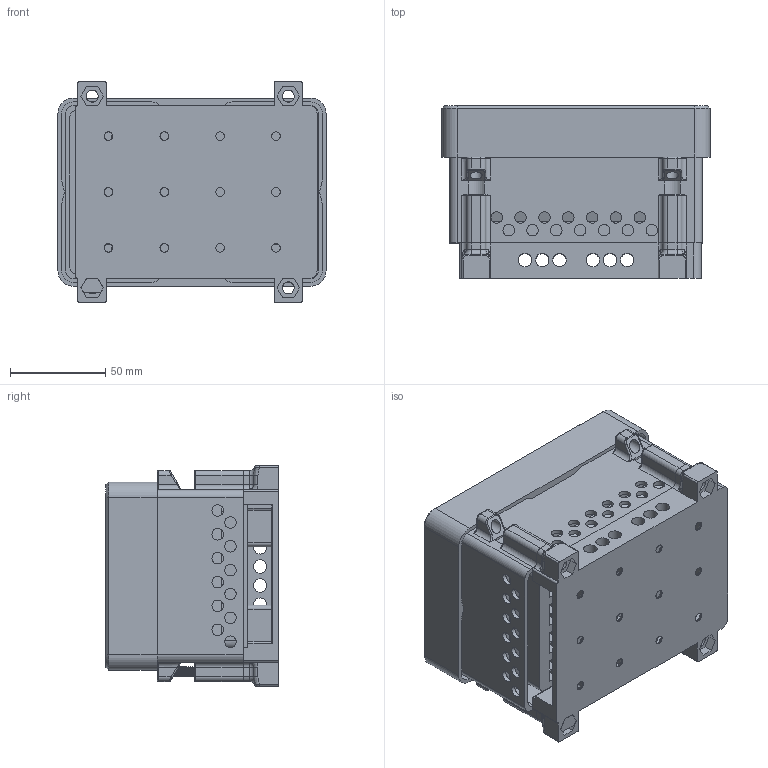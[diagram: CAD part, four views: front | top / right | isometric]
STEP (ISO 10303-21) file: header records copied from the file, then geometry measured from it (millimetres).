
FILE_DESCRIPTION(/* description */ (''),/* implementation_level */ '2;1');
FILE_NAME(/* name */ 'LED_spacer_xomv0 v29.step',/* time_stamp */ '2022-10-27T14:48:17+02:00',/* author */ (''),/* organization */ (''),/* preprocessor_version */ 'ST-DEVELOPER v19',/* originating_system */ 'Autodesk Translation Framework v11.7.0.108',/* authorisation */ '');
FILE_SCHEMA (('AUTOMOTIVE_DESIGN { 1 0 10303 214 3 1 1 }'));
Length unit declared in the file: millimetre
Products named in the file (2): LED_spacer_xomv0; mounting_plate_xomv0 v1
Assembly tree (1 placements, depth 2):
  LED_spacer_xomv0
    mounting_plate_xomv0 v1
Bounding box: 140.47 x 90.44 x 115.45 mm (x, y, z)
Volume: 342583.2 mm3; surface area: 262549.5 mm2
Topology: 7 solids, 7 shells, 1251 faces, 3383 edges, 2180 vertices
Faces by surface type: plane 500, cylinder 491, bspline 164, torus 60, cone 28, sphere 8
Full cylindrical faces by diameter (mm): 2 x1, 4.5 x12, 6 x52, 6.3 x12, 7 x18, 16.26 x24, 17.46 x24
Entity records: 49406 total; most frequent: CARTESIAN_POINT 17924, ORIENTED_EDGE 6766, DIRECTION 6005, EDGE_CURVE 3383, VERTEX_POINT 2180, AXIS2_PLACEMENT_3D 2028, LINE 1949, VECTOR 1949
